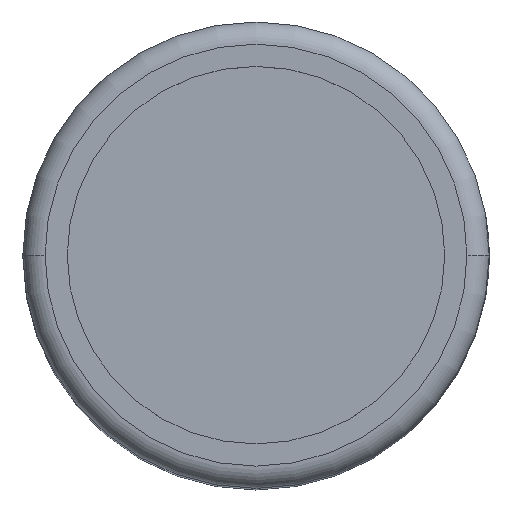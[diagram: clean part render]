
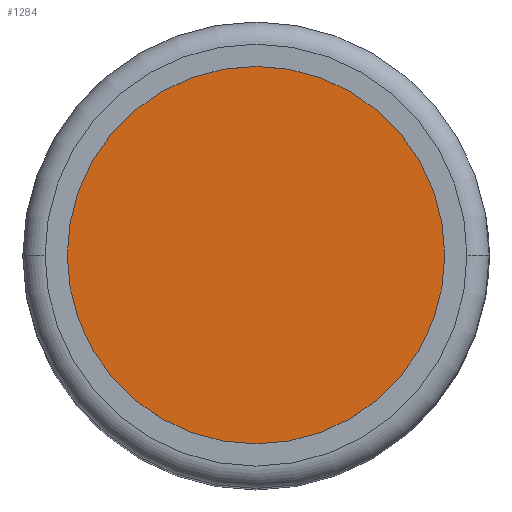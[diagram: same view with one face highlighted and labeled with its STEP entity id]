
A CAD part, top view. The second image highlights one B-rep face of the part: STEP entity #1284.
In plain terms, the highlighted planar face has unit normal (0, 0, 1).
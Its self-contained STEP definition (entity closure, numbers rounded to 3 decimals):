
#1204=CARTESIAN_POINT('',(4.25,0.,21.9));
#1205=VERTEX_POINT('',#1204);
#1214=CARTESIAN_POINT('',(-4.25,0.,21.9));
#1215=VERTEX_POINT('',#1214);
#1216=CARTESIAN_POINT('',(0.0,0.,21.9));
#1217=DIRECTION('',(0.0,0.0,1.0));
#1218=DIRECTION('',(1.0,0.0,0.0));
#1219=AXIS2_PLACEMENT_3D('',#1216,#1217,#1218);
#1220=CIRCLE('',#1219,4.25);
#1221=EDGE_CURVE('',#1215,#1205,#1220,.T.);
#1255=CARTESIAN_POINT('',(0.0,0.,21.9));
#1256=DIRECTION('',(0.0,0.0,1.0));
#1257=DIRECTION('',(1.0,0.0,0.0));
#1258=AXIS2_PLACEMENT_3D('',#1255,#1256,#1257);
#1259=CIRCLE('',#1258,4.25);
#1260=EDGE_CURVE('',#1205,#1215,#1259,.T.);
#1275=CARTESIAN_POINT('',(0.0,0.,21.9));
#1276=DIRECTION('',(0.0,0.0,1.0));
#1277=DIRECTION('',(1.0,0.0,0.0));
#1278=AXIS2_PLACEMENT_3D('',#1275,#1276,#1277);
#1279=PLANE('',#1278);
#1280=ORIENTED_EDGE('',*,*,#1260,.T.);
#1281=ORIENTED_EDGE('',*,*,#1221,.T.);
#1282=EDGE_LOOP('',(#1280,#1281));
#1283=FACE_OUTER_BOUND('',#1282,.T.);
#1284=ADVANCED_FACE('',(#1283),#1279,.T.);
